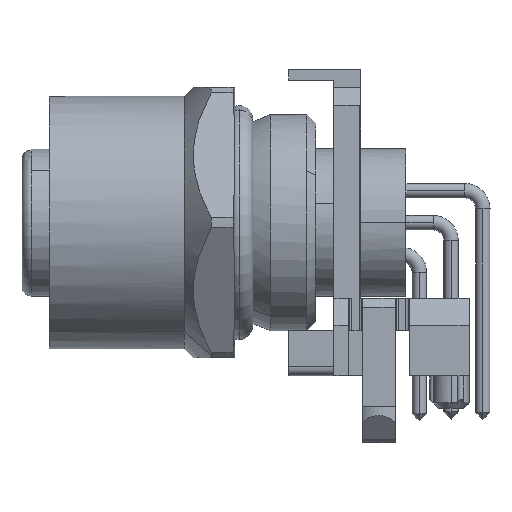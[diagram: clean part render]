
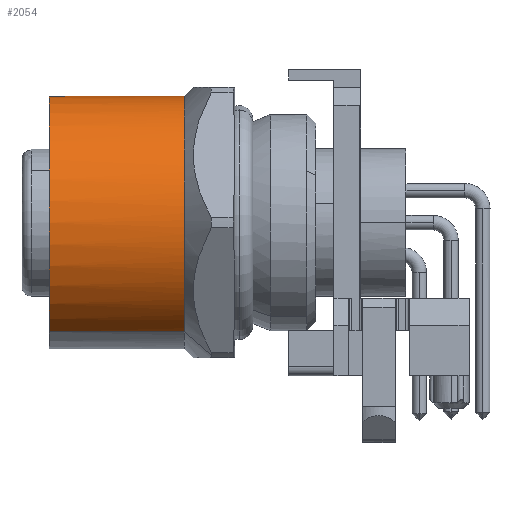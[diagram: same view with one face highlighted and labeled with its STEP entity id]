
A CAD part, left-side view. The second image highlights one B-rep face of the part: STEP entity #2054.
In plain terms, the highlighted cylindrical face has radius 7 mm (diameter 14 mm), a partial arc.
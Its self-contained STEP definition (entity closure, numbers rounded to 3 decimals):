
#1947=AXIS2_PLACEMENT_3D('Circle Axis2P3D',#1945,#1946,$) ;
#2041=AXIS2_PLACEMENT_3D('Cylinder Axis2P3D',#2038,#2039,#2040) ;
#2045=AXIS2_PLACEMENT_3D('Circle Axis2P3D',#2043,#2044,$) ;
#1940=CARTESIAN_POINT('Vertex',(13.,24.46,18.262)) ;
#1942=CARTESIAN_POINT('Vertex',(6.,24.46,6.138)) ;
#1945=CARTESIAN_POINT('Axis2P3D Location',(9.5,24.46,12.2)) ;
#2012=CARTESIAN_POINT('Line Origine',(13.,20.71,18.262)) ;
#2016=CARTESIAN_POINT('Vertex',(13.,16.96,18.262)) ;
#2023=CARTESIAN_POINT('Vertex',(6.,16.96,6.138)) ;
#2026=CARTESIAN_POINT('Line Origine',(6.,20.71,6.138)) ;
#2038=CARTESIAN_POINT('Axis2P3D Location',(9.5,20.71,12.2)) ;
#2043=CARTESIAN_POINT('Axis2P3D Location',(9.5,16.96,12.2)) ;
#1946=DIRECTION('Axis2P3D Direction',(0.,1.,0.)) ;
#2013=DIRECTION('Vector Direction',(0.,1.,0.)) ;
#2027=DIRECTION('Vector Direction',(0.,1.,0.)) ;
#2039=DIRECTION('Axis2P3D Direction',(0.,1.,0.)) ;
#2040=DIRECTION('Axis2P3D XDirection',(-0.5,0.,-0.866)) ;
#2044=DIRECTION('Axis2P3D Direction',(0.,1.,0.)) ;
#2014=VECTOR('Line Direction',#2013,1.) ;
#2028=VECTOR('Line Direction',#2027,1.) ;
#2049=ORIENTED_EDGE('',*,*,#2030,.F.) ;
#2050=ORIENTED_EDGE('',*,*,#2047,.T.) ;
#2051=ORIENTED_EDGE('',*,*,#2018,.F.) ;
#2052=ORIENTED_EDGE('',*,*,#1949,.F.) ;
#2054=ADVANCED_FACE('Hauptk\X2\00F6\X0\rper',(#2053),#2042,.T.) ;
#1948=CIRCLE('generated circle',#1947,7.) ;
#2046=CIRCLE('generated circle',#2045,7.) ;
#2042=CYLINDRICAL_SURFACE('generated cylinder',#2041,7.) ;
#1949=EDGE_CURVE('',#1943,#1941,#1948,.T.) ;
#2018=EDGE_CURVE('',#1941,#2017,#2015,.F.) ;
#2030=EDGE_CURVE('',#2024,#1943,#2029,.T.) ;
#2047=EDGE_CURVE('',#2024,#2017,#2046,.T.) ;
#2048=EDGE_LOOP('',(#2049,#2050,#2051,#2052)) ;
#2053=FACE_OUTER_BOUND('',#2048,.T.) ;
#2015=LINE('Line',#2012,#2014) ;
#2029=LINE('Line',#2026,#2028) ;
#1941=VERTEX_POINT('',#1940) ;
#1943=VERTEX_POINT('',#1942) ;
#2017=VERTEX_POINT('',#2016) ;
#2024=VERTEX_POINT('',#2023) ;
